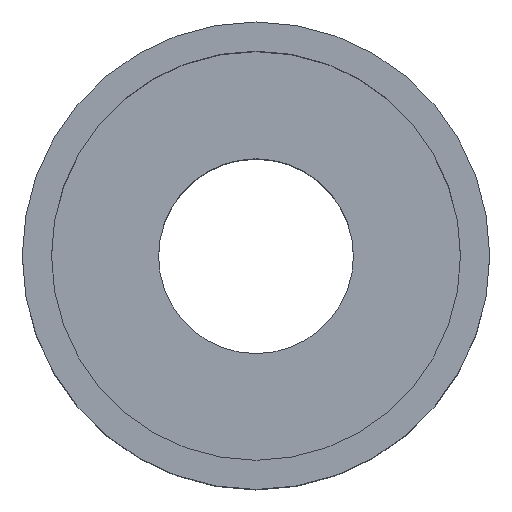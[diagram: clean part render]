
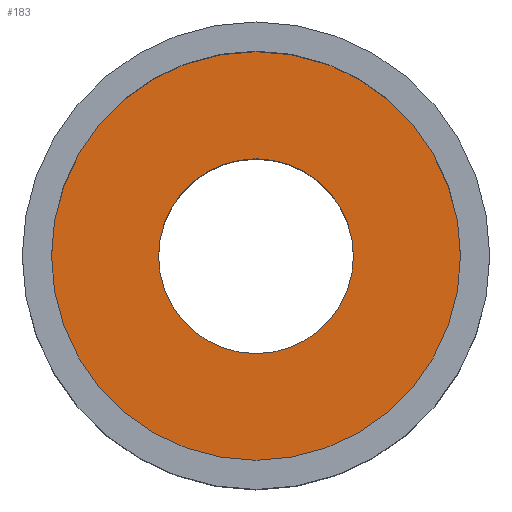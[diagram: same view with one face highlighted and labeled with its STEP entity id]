
A CAD part, top view. The second image highlights one B-rep face of the part: STEP entity #183.
In plain terms, the highlighted planar face has unit normal (0, 0, 1).
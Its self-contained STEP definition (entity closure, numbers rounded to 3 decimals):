
#24=FACE_BOUND('',#63,.T.);
#33=CIRCLE('',#214,21.);
#34=CIRCLE('',#216,10.);
#38=PLANE('',#215);
#47=FACE_OUTER_BOUND('',#62,.T.);
#62=EDGE_LOOP('',(#159));
#63=EDGE_LOOP('',(#160));
#101=VERTEX_POINT('',#446);
#102=VERTEX_POINT('',#450);
#122=EDGE_CURVE('',#101,#101,#33,.T.);
#123=EDGE_CURVE('',#102,#102,#34,.T.);
#159=ORIENTED_EDGE('',*,*,#122,.T.);
#160=ORIENTED_EDGE('',*,*,#123,.F.);
#183=ADVANCED_FACE('',(#47,#24),#38,.T.);
#214=AXIS2_PLACEMENT_3D('',#448,#256,#257);
#215=AXIS2_PLACEMENT_3D('',#449,#258,#259);
#216=AXIS2_PLACEMENT_3D('',#451,#260,#261);
#256=DIRECTION('center_axis',(0.,0.,1.));
#257=DIRECTION('ref_axis',(1.,0.,0.));
#258=DIRECTION('center_axis',(0.,0.,1.));
#259=DIRECTION('ref_axis',(1.,0.,0.));
#260=DIRECTION('center_axis',(0.,0.,1.));
#261=DIRECTION('ref_axis',(1.,0.,0.));
#446=CARTESIAN_POINT('',(-21.,0.,3.));
#448=CARTESIAN_POINT('Origin',(0.,0.,3.));
#449=CARTESIAN_POINT('Origin',(10.,0.,3.));
#450=CARTESIAN_POINT('',(-10.,0.,3.));
#451=CARTESIAN_POINT('Origin',(0.,0.,3.));
